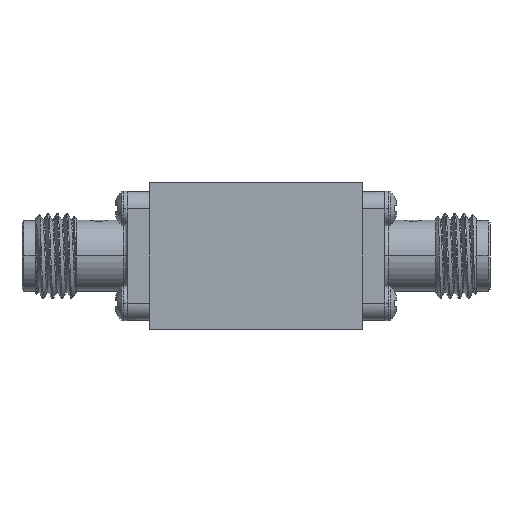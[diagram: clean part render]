
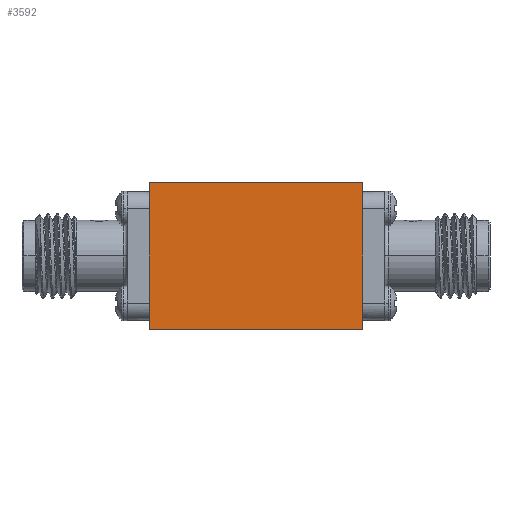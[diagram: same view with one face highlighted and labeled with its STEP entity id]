
A CAD part, left-side view. The second image highlights one B-rep face of the part: STEP entity #3592.
In plain terms, the highlighted planar face has unit normal (-1, 0, 0).
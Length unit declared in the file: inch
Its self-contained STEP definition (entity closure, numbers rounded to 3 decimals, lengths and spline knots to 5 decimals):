
#524 = CARTESIAN_POINT ( 'NONE',  ( -0.5, 0.31496, 0.21654 ) ) ;
#1389 = EDGE_CURVE ( 'NONE', #38441, #29525, #5635, .T. ) ;
#1686 = DIRECTION ( 'NONE',  ( 0., 1., 0. ) ) ;
#3592 = ADVANCED_FACE ( 'NONE', ( #7140 ), #14857, .F. ) ;
#4397 = DIRECTION ( 'NONE',  ( 1., 0., 0. ) ) ;
#5150 = EDGE_CURVE ( 'NONE', #7862, #20045, #39025, .T. ) ;
#5635 = LINE ( 'NONE', #43532, #23561 ) ;
#5714 = CARTESIAN_POINT ( 'NONE',  ( -0.5, -0.31496, 0.21654 ) ) ;
#6481 = VECTOR ( 'NONE', #39312, 39.37008 ) ;
#7140 = FACE_OUTER_BOUND ( 'NONE', #18330, .T. ) ;
#7862 = VERTEX_POINT ( 'NONE', #44652 ) ;
#7933 = CARTESIAN_POINT ( 'NONE',  ( -0.5, -0.31496, -0.21654 ) ) ;
#11454 = DIRECTION ( 'NONE',  ( 0., 0., -1. ) ) ;
#14857 = PLANE ( 'NONE',  #33051 ) ;
#18204 = ORIENTED_EDGE ( 'NONE', *, *, #5150, .T. ) ;
#18330 = EDGE_LOOP ( 'NONE', ( #18204, #34261, #42723, #40008 ) ) ;
#20045 = VERTEX_POINT ( 'NONE', #20269 ) ;
#20269 = CARTESIAN_POINT ( 'NONE',  ( -0.5, -0.31496, -0.21654 ) ) ;
#21562 = DIRECTION ( 'NONE',  ( 0., -1., 0. ) ) ;
#23561 = VECTOR ( 'NONE', #43753, 39.37008 ) ;
#28949 = EDGE_CURVE ( 'NONE', #29525, #20045, #29071, .T. ) ;
#29071 = LINE ( 'NONE', #5714, #6481 ) ;
#29525 = VERTEX_POINT ( 'NONE', #35730 ) ;
#30598 = VECTOR ( 'NONE', #11454, 39.37008 ) ;
#31866 = LINE ( 'NONE', #35288, #30598 ) ;
#32993 = CARTESIAN_POINT ( 'NONE',  ( -0.5, -0.31496, 0.21654 ) ) ;
#33051 = AXIS2_PLACEMENT_3D ( 'NONE', #32993, #4397, #1686 ) ;
#34261 = ORIENTED_EDGE ( 'NONE', *, *, #28949, .F. ) ;
#35288 = CARTESIAN_POINT ( 'NONE',  ( -0.5, 0.31496, 0.21654 ) ) ;
#35730 = CARTESIAN_POINT ( 'NONE',  ( -0.5, -0.31496, 0.21654 ) ) ;
#36636 = VECTOR ( 'NONE', #21562, 39.37008 ) ;
#37125 = EDGE_CURVE ( 'NONE', #38441, #7862, #31866, .T. ) ;
#38441 = VERTEX_POINT ( 'NONE', #524 ) ;
#39025 = LINE ( 'NONE', #7933, #36636 ) ;
#39312 = DIRECTION ( 'NONE',  ( 0., 0., -1. ) ) ;
#40008 = ORIENTED_EDGE ( 'NONE', *, *, #37125, .T. ) ;
#42723 = ORIENTED_EDGE ( 'NONE', *, *, #1389, .F. ) ;
#43532 = CARTESIAN_POINT ( 'NONE',  ( -0.5, -0.31496, 0.21654 ) ) ;
#43753 = DIRECTION ( 'NONE',  ( 0., -1., 0. ) ) ;
#44652 = CARTESIAN_POINT ( 'NONE',  ( -0.5, 0.31496, -0.21654 ) ) ;
